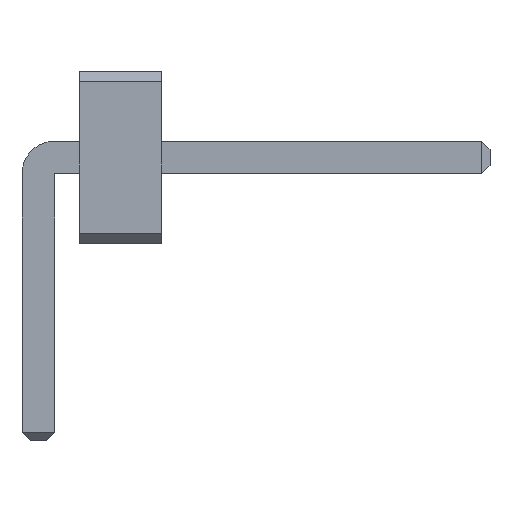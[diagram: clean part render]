
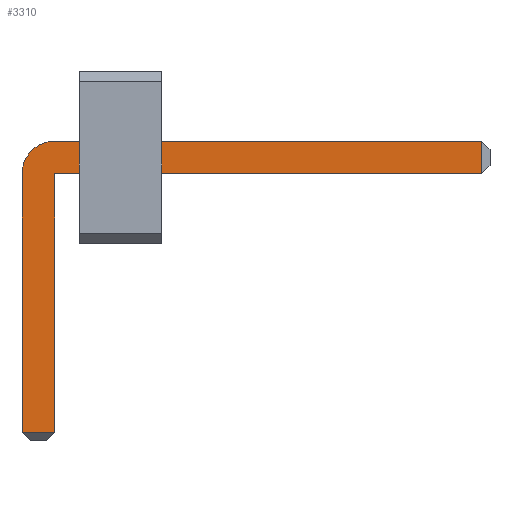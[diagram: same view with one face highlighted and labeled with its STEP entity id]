
A CAD part, front view. The second image highlights one B-rep face of the part: STEP entity #3310.
In plain terms, the highlighted planar face has unit normal (0, -1, 0).
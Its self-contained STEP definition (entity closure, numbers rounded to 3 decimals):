
#13=DIRECTION('',(0.,0.,1.));
#27=VECTOR('',#28,1.);
#28=DIRECTION('',(1.,0.,0.));
#1468=VECTOR('',#13,1.);
#3084=DIRECTION('',(0.,0.,-1.));
#3121=VECTOR('',#3084,1.);
#3128=VECTOR('',#3129,1.);
#3129=DIRECTION('',(-1.,0.,0.));
#3150=DIRECTION('',(-0.,1.,0.));
#3154=DIRECTION('',(0.,1.,0.));
#3155=DIRECTION('',(1.,0.,0.));
#3162=VERTEX_POINT('',#3163);
#3163=CARTESIAN_POINT('',(0.2,-30.68,1.25));
#3165=ORIENTED_EDGE('',*,*,#3166,.T.);
#3166=EDGE_CURVE('',#3162,#3167,#3169,.T.);
#3167=VERTEX_POINT('',#3168);
#3168=CARTESIAN_POINT('',(5.4,-30.68,1.25));
#3169=LINE('',#3170,#27);
#3170=CARTESIAN_POINT('',(-0.2,-30.68,1.25));
#3206=EDGE_CURVE('',#3207,#3162,#3209,.T.);
#3207=VERTEX_POINT('',#3208);
#3208=CARTESIAN_POINT('',(-0.2,-30.68,0.85));
#3209=CIRCLE('',#3210,0.4);
#3210=AXIS2_PLACEMENT_3D('',#3211,#3150,#3084);
#3211=CARTESIAN_POINT('',(0.2,-30.68,0.85));
#3223=VERTEX_POINT('',#3224);
#3224=CARTESIAN_POINT('',(5.4,-30.68,0.85));
#3226=ORIENTED_EDGE('',*,*,#3227,.T.);
#3227=EDGE_CURVE('',#3223,#3228,#3229,.T.);
#3228=VERTEX_POINT('',#3211);
#3229=LINE('',#3230,#3128);
#3230=CARTESIAN_POINT('',(5.5,-30.68,0.85));
#3242=VERTEX_POINT('',#3243);
#3243=CARTESIAN_POINT('',(-0.2,-30.68,-2.3));
#3245=ORIENTED_EDGE('',*,*,#3246,.T.);
#3246=EDGE_CURVE('',#3242,#3207,#3247,.T.);
#3247=LINE('',#3248,#1468);
#3248=CARTESIAN_POINT('',(-0.2,-30.68,-2.4));
#3256=ORIENTED_EDGE('',*,*,#3257,.T.);
#3257=EDGE_CURVE('',#3228,#3258,#3260,.T.);
#3258=VERTEX_POINT('',#3259);
#3259=CARTESIAN_POINT('',(0.2,-30.68,-2.3));
#3260=LINE('',#3211,#3121);
#3310=ADVANCED_FACE('',(#3311),#3320,.F.);
#3311=FACE_BOUND('',#3312,.F.);
#3312=EDGE_LOOP('',(#3165,#3313,#3226,#3256,#3316,#3245,#3319));
#3313=ORIENTED_EDGE('',*,*,#3314,.T.);
#3314=EDGE_CURVE('',#3167,#3223,#3315,.T.);
#3315=LINE('',#3168,#3121);
#3316=ORIENTED_EDGE('',*,*,#3317,.T.);
#3317=EDGE_CURVE('',#3258,#3242,#3318,.T.);
#3318=LINE('',#3259,#3128);
#3319=ORIENTED_EDGE('',*,*,#3206,.T.);
#3320=PLANE('',#3321);
#3321=AXIS2_PLACEMENT_3D('',#3322,#3154,#3155);
#3322=CARTESIAN_POINT('',(1.729,-30.68,0.346));
